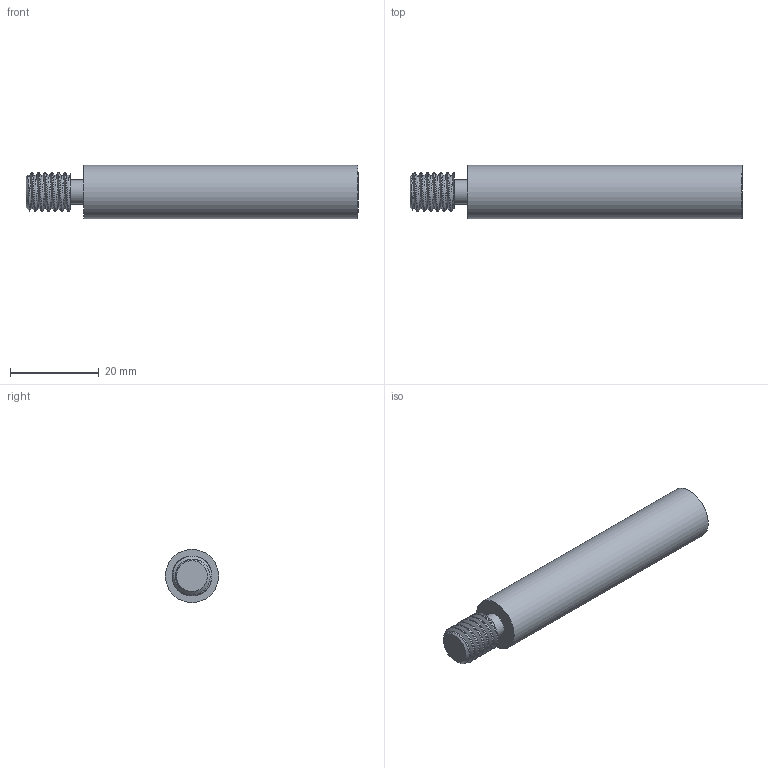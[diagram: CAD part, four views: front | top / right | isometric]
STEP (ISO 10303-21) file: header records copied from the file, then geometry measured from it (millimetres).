
FILE_DESCRIPTION(/* description */ (''),/* implementation_level */ '2;1');
FILE_NAME(/* name */ 'Verbindungsstifte_X214.stp',/* time_stamp */ '2017-07-25T10:50:50+02:00',/* author */ (''),/* organization */ (''),/* preprocessor_version */ 'ST-DEVELOPER v16',/* originating_system */ 'SIEMENS PLM Software NX 11.0',/* authorisation */ '');
FILE_SCHEMA (('AUTOMOTIVE_DESIGN { 1 0 10303 214 3 1 1 1 }'));
Length unit declared in the file: millimetre
Products named in the file (1): Goge113816A0n1g6
Bounding box: 75 x 12 x 12 mm (x, y, z)
Volume: 7602.1 mm3; surface area: 3059.4 mm2
Topology: 1 solids, 1 shells, 12 faces, 25 edges, 17 vertices
Faces by surface type: plane 4, cylinder 4, cone 2, bspline 2
Full cylindrical faces by diameter (mm): 5.5 x1, 12 x1
Entity records: 2668 total; most frequent: CARTESIAN_POINT 2440, DIRECTION 38, ORIENTED_EDGE 34, AXIS2_PLACEMENT_3D 19, EDGE_CURVE 17, EDGE_LOOP 16, VERTEX_POINT 13, ADVANCED_FACE 11
